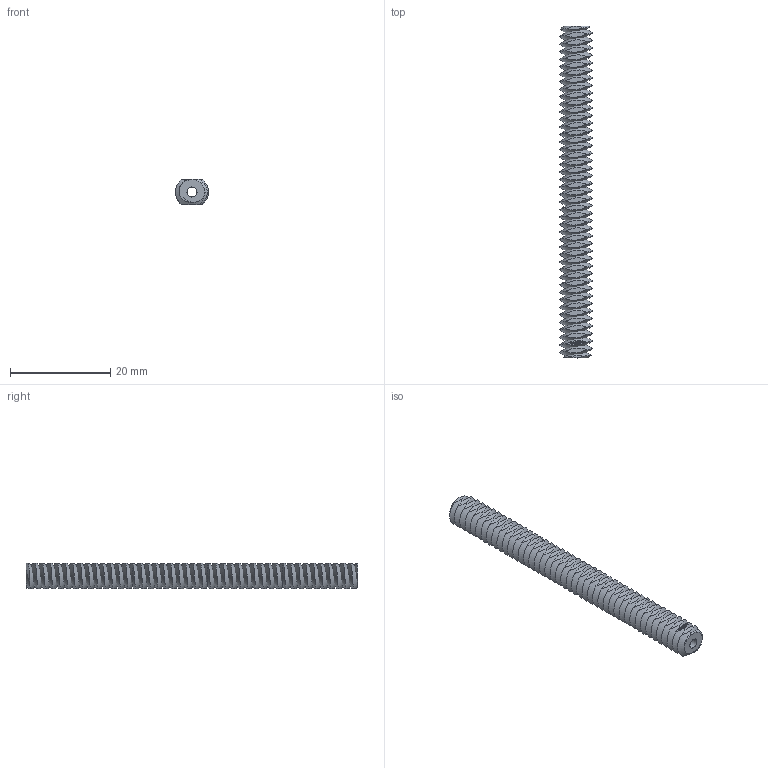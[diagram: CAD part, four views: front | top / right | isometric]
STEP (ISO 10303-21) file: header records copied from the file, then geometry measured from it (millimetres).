
FILE_DESCRIPTION(('FreeCAD Model'),'2;1');
FILE_NAME('Open CASCADE Shape Model','2023-11-29T16:46:06',(''),(''), 'Open CASCADE STEP processor 7.6','FreeCAD','Unknown');
FILE_SCHEMA(('AUTOMOTIVE_DESIGN { 1 0 10303 214 1 1 1 1 }'));
Products named in the file (1): Threaded Rod FL-RH BU04.50 - SPN-THR-0018 (stemfie.org)
Bounding box: 6.6 x 66.25 x 5 mm (x, y, z)
Volume: 1206.7 mm3; surface area: 2401.9 mm2
Topology: 1 solids, 1 shells, 656 faces, 1813 edges, 1192 vertices
Faces by surface type: plane 403, extrusion 148, bspline 98, cone 6, cylinder 1
Full cylindrical faces by diameter (mm): 2 x1
Entity records: 75947 total; most frequent: CARTESIAN_POINT 42996, DIRECTION 4688, VECTOR 3831, LINE 3683, ORIENTED_EDGE 3626, PCURVE 3626, DEFINITIONAL_REPRESENTATION 3626, B_SPLINE_CURVE_WITH_KNOTS 1878
